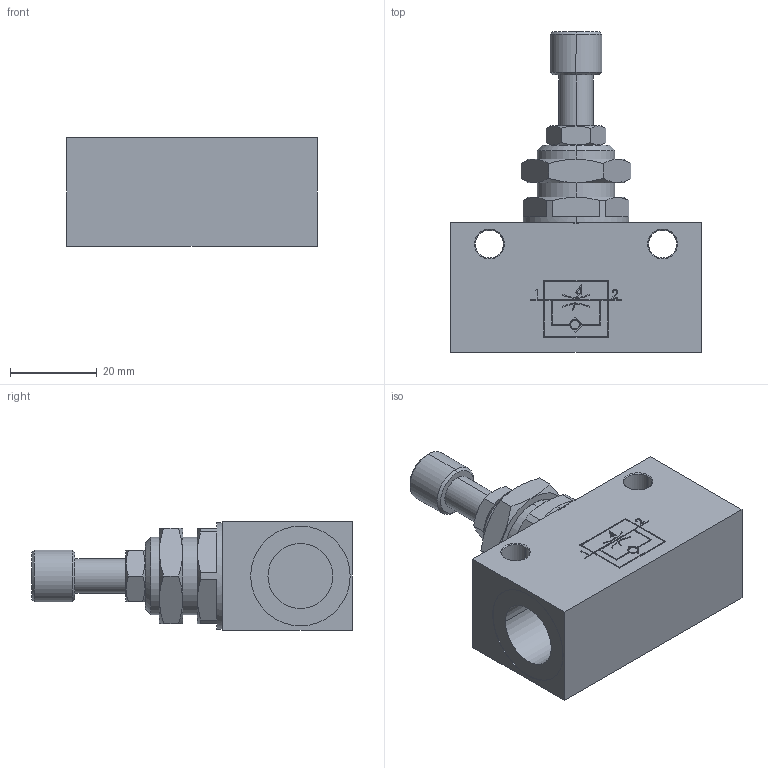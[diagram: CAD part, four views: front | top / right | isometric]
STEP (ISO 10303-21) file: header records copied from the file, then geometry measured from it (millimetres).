
FILE_DESCRIPTION (( 'STEP AP203' ), '1' );
FILE_NAME ('04110U03.STEP', '2010-04-14T12:36:02', ( '' ), ( 'sopra-pneumatic' ), 'SwSTEP 2.0', 'SolidWorks 2009', '' );
FILE_SCHEMA (( 'CONFIG_CONTROL_DESIGN' ));
Length unit declared in the file: millimetre
Products named in the file (1): 04110U03
Bounding box: 58 x 74.1 x 25 mm (x, y, z)
Volume: 44651.5 mm3; surface area: 13211.3 mm2
Topology: 1 solids, 7 shells, 225 faces, 552 edges, 362 vertices
Faces by surface type: plane 133, cylinder 58, cone 34
Entity records: 7075 total; most frequent: CARTESIAN_POINT 1657, ORIENTED_EDGE 1104, DIRECTION 1088, EDGE_CURVE 552, AXIS2_PLACEMENT_3D 371, VERTEX_POINT 362, VECTOR 346, LINE 346
